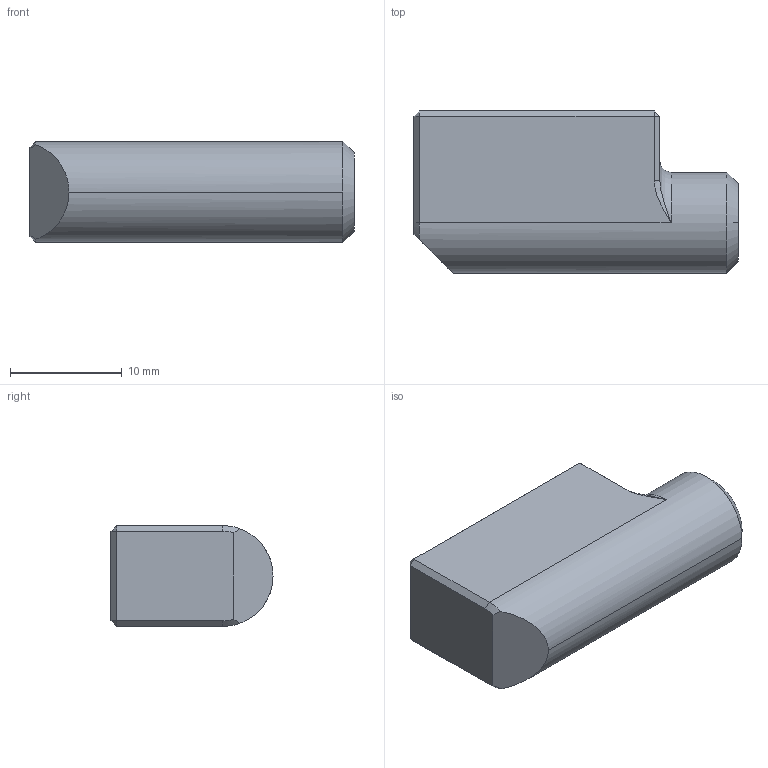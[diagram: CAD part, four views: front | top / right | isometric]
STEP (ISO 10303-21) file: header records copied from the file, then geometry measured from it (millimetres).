
FILE_DESCRIPTION (( 'STEP AP203' ), '1' );
FILE_NAME ('3.STEP', '2021-02-24T16:31:11', ( 'Thomas' ), ( '' ), 'SwSTEP 2.0', 'SolidWorks 2013', '' );
FILE_SCHEMA (( 'CONFIG_CONTROL_DESIGN' ));
Length unit declared in the file: millimetre
Products named in the file (1): 3
Bounding box: 29 x 14.5 x 9 mm (x, y, z)
Volume: 2637.5 mm3; surface area: 1691.2 mm2
Topology: 1 solids, 1 shells, 44 faces, 100 edges, 53 vertices
Faces by surface type: plane 19, cone 14, cylinder 8, bspline 2, torus 1
Entity records: 1550 total; most frequent: CARTESIAN_POINT 546, DIRECTION 197, ORIENTED_EDGE 184, EDGE_CURVE 92, AXIS2_PLACEMENT_3D 72, VERTEX_POINT 53, LINE 53, VECTOR 53
